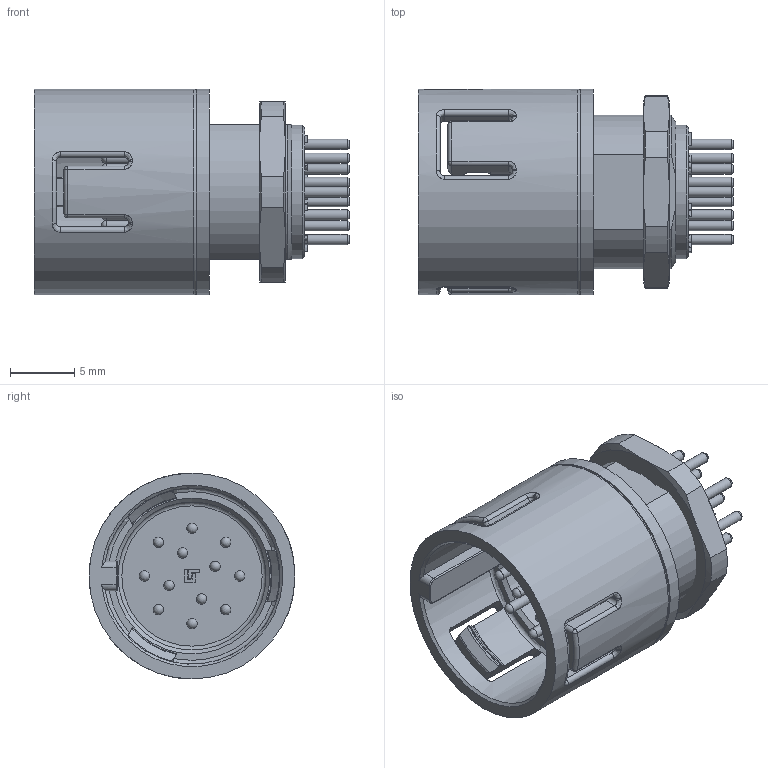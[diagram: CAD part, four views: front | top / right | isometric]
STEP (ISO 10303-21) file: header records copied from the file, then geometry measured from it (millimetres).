
FILE_DESCRIPTION(/* description */ (''),/* implementation_level */ '2;1');
FILE_NAME(/* name */ '06-7203-0004_001_01.stp',/* time_stamp */ '2014-09-09T08:56:36+02:00',/* author */ (''),/* organization */ (''),/* preprocessor_version */ 'ST-DEVELOPER v14',/* originating_system */ 'SIEMENS PLM Software NX 8.0',/* authorisation */ '');
FILE_SCHEMA (('AUTOMOTIVE_DESIGN { 1 0 10303 214 3 1 1 1 }'));
Length unit declared in the file: millimetre
Products named in the file (1): sach045CC307m9ud
Bounding box: 24.5 x 16 x 16 mm (x, y, z)
Volume: 2268.8 mm3; surface area: 2394 mm2
Topology: 2 solids, 2 shells, 391 faces, 984 edges, 617 vertices
Faces by surface type: plane 129, cylinder 87, extrusion 75, cone 35, torus 29, bspline 18, sphere 18
Full cylindrical faces by diameter (mm): 0.8 x24, 10.4 x1, 10.917 x1, 11.5 x1, 16 x2
Entity records: 13610 total; most frequent: CARTESIAN_POINT 5320, ORIENTED_EDGE 1748, DIRECTION 1442, EDGE_CURVE 874, VERTEX_POINT 580, AXIS2_PLACEMENT_3D 539, EDGE_LOOP 492, B_SPLINE_CURVE_WITH_KNOTS 420
